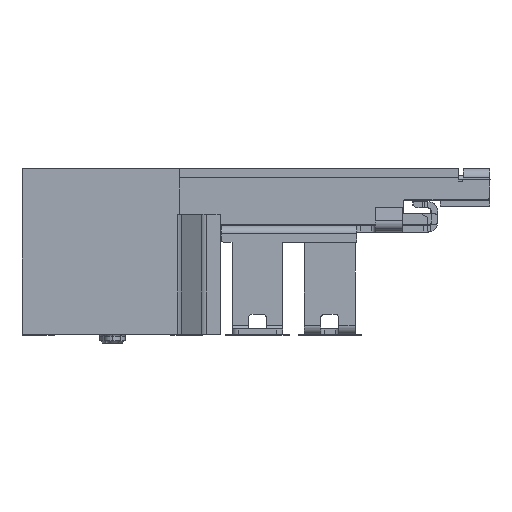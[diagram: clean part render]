
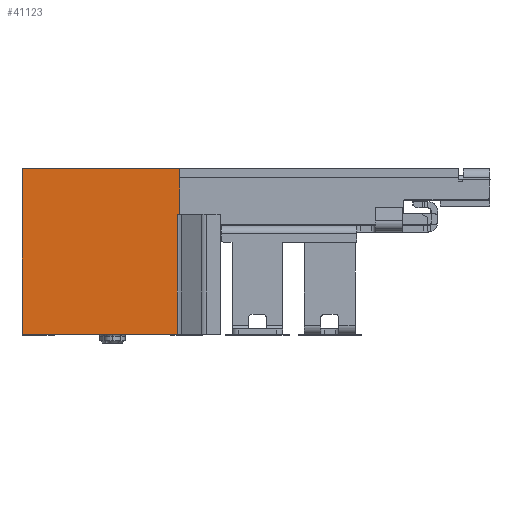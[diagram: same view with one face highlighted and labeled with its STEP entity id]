
A CAD part, left-side view. The second image highlights one B-rep face of the part: STEP entity #41123.
In plain terms, the highlighted planar face has unit normal (-1, 0, 0).
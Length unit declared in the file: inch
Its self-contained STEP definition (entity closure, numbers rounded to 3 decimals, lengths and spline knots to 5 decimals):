
#1548 = VERTEX_POINT ( 'NONE', #11822 ) ;
#4064 = CARTESIAN_POINT ( 'NONE',  ( -1.43701, -0.13634, 0.00497 ) ) ;
#4084 = DIRECTION ( 'NONE',  ( 0., 0., 1. ) ) ;
#4322 = CARTESIAN_POINT ( 'NONE',  ( -1.43701, -0.13634, 0.2656 ) ) ;
#4826 = EDGE_LOOP ( 'NONE', ( #28435, #28079, #47867, #16711, #52172, #22243 ) ) ;
#5474 = CARTESIAN_POINT ( 'NONE',  ( -1.43701, -0.14173, 0.2656 ) ) ;
#7870 = DIRECTION ( 'NONE',  ( 0., 1., 0. ) ) ;
#8496 = DIRECTION ( 'NONE',  ( 0., 0., 1. ) ) ;
#8793 = VERTEX_POINT ( 'NONE', #4322 ) ;
#9080 = VECTOR ( 'NONE', #7870, 39.37008 ) ;
#9799 = DIRECTION ( 'NONE',  ( 0., -1., 0. ) ) ;
#11172 = FACE_OUTER_BOUND ( 'NONE', #4826, .T. ) ;
#11485 = VECTOR ( 'NONE', #8496, 39.37008 ) ;
#11822 = CARTESIAN_POINT ( 'NONE',  ( -1.43701, -0.14173, 0.3652 ) ) ;
#12331 = VERTEX_POINT ( 'NONE', #41642 ) ;
#15081 = PLANE ( 'NONE',  #51624 ) ;
#16711 = ORIENTED_EDGE ( 'NONE', *, *, #48404, .T. ) ;
#16884 = CARTESIAN_POINT ( 'NONE',  ( -1.43701, 0.20079, 0.00497 ) ) ;
#18992 = VECTOR ( 'NONE', #37842, 39.37008 ) ;
#19261 = VERTEX_POINT ( 'NONE', #23897 ) ;
#21883 = LINE ( 'NONE', #4064, #11485 ) ;
#22243 = ORIENTED_EDGE ( 'NONE', *, *, #33748, .F. ) ;
#23897 = CARTESIAN_POINT ( 'NONE',  ( -1.43701, 0.20079, 0.00497 ) ) ;
#23990 = DIRECTION ( 'NONE',  ( -1., 0., 0. ) ) ;
#24998 = LINE ( 'NONE', #33353, #18992 ) ;
#25849 = EDGE_CURVE ( 'NONE', #32451, #8793, #21883, .T. ) ;
#26458 = CARTESIAN_POINT ( 'NONE',  ( -1.43701, -0.13634, 0.00497 ) ) ;
#28079 = ORIENTED_EDGE ( 'NONE', *, *, #40775, .F. ) ;
#28435 = ORIENTED_EDGE ( 'NONE', *, *, #55017, .F. ) ;
#29595 = LINE ( 'NONE', #45790, #9080 ) ;
#31071 = VECTOR ( 'NONE', #51330, 39.37008 ) ;
#32451 = VERTEX_POINT ( 'NONE', #26458 ) ;
#33353 = CARTESIAN_POINT ( 'NONE',  ( -1.43701, -0.14173, 0.3652 ) ) ;
#33748 = EDGE_CURVE ( 'NONE', #52885, #8793, #29595, .T. ) ;
#36867 = VECTOR ( 'NONE', #4084, 39.37008 ) ;
#37088 = EDGE_CURVE ( 'NONE', #19261, #12331, #50309, .T. ) ;
#37842 = DIRECTION ( 'NONE',  ( 0., 0., -1. ) ) ;
#38559 = LINE ( 'NONE', #46625, #31071 ) ;
#39088 = LINE ( 'NONE', #52168, #44339 ) ;
#40775 = EDGE_CURVE ( 'NONE', #12331, #1548, #38559, .T. ) ;
#41123 = ADVANCED_FACE ( 'NONE', ( #11172 ), #15081, .T. ) ;
#41642 = CARTESIAN_POINT ( 'NONE',  ( -1.43701, 0.20079, 0.3652 ) ) ;
#44339 = VECTOR ( 'NONE', #9799, 39.37008 ) ;
#45790 = CARTESIAN_POINT ( 'NONE',  ( -1.43701, -0.14173, 0.2656 ) ) ;
#46625 = CARTESIAN_POINT ( 'NONE',  ( -1.43701, 0.20079, 0.3652 ) ) ;
#47867 = ORIENTED_EDGE ( 'NONE', *, *, #37088, .F. ) ;
#48404 = EDGE_CURVE ( 'NONE', #19261, #32451, #39088, .T. ) ;
#48520 = CARTESIAN_POINT ( 'NONE',  ( -1.43701, 0.20079, 0.00497 ) ) ;
#50309 = LINE ( 'NONE', #16884, #36867 ) ;
#51330 = DIRECTION ( 'NONE',  ( 0., -1., 0. ) ) ;
#51624 = AXIS2_PLACEMENT_3D ( 'NONE', #48520, #23990, #54096 ) ;
#52168 = CARTESIAN_POINT ( 'NONE',  ( -1.43701, 0.20079, 0.00497 ) ) ;
#52172 = ORIENTED_EDGE ( 'NONE', *, *, #25849, .T. ) ;
#52885 = VERTEX_POINT ( 'NONE', #5474 ) ;
#54096 = DIRECTION ( 'NONE',  ( 0., 0., 1. ) ) ;
#55017 = EDGE_CURVE ( 'NONE', #1548, #52885, #24998, .T. ) ;
